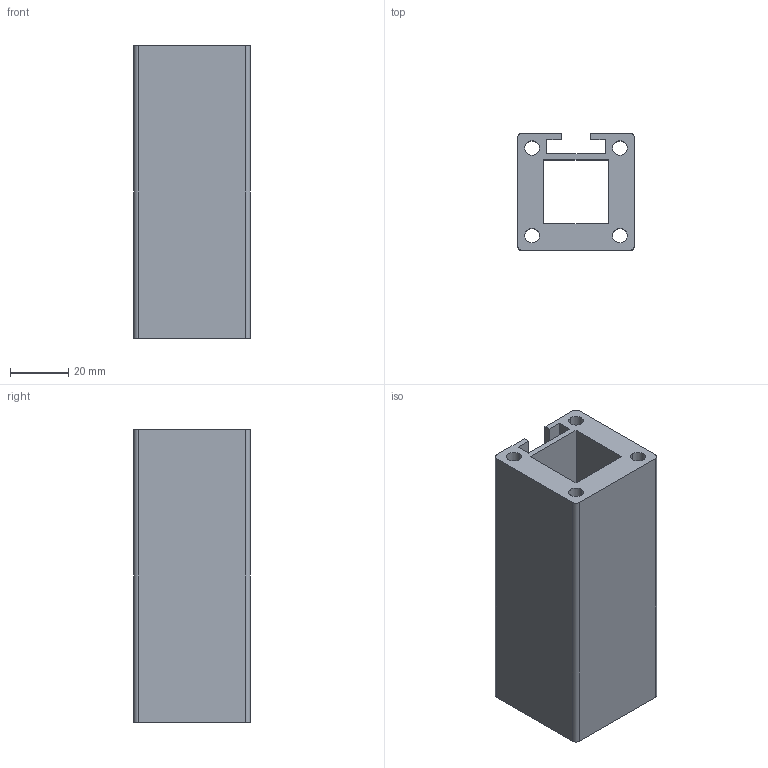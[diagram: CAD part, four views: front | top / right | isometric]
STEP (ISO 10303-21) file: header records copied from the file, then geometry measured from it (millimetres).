
FILE_DESCRIPTION(('Creo Elements/Direct Modeling STEP Export'),'2;1');
FILE_NAME('44.0015_Pneumatikprofil-MMS-44_40x40mm-3seitig-Vollkern.stp','2022-03-21T 8:55:59',(''),(''),'PTC Creo Elements/Direct Modeling STEP processor for AP214 (Solid Model)','PTC Creo Elements/Direct Modeling 19.0C 15-Aug-2015 (C) Parametric Technology GmbH','');
FILE_SCHEMA(('AUTOMOTIVE_DESIGN { 1 0 10303 214 1 1 1 1 }'));
Length unit declared in the file: millimetre
Products named in the file (2): Pneumatikprofil-MMS-44_40x40mm-3seitig-Vollkern_44.0015_PX171801
Assembly tree (1 placements, depth 2):
  Pneumatikprofil-MMS-44_40x40mm-3seitig-Vollkern_44.0015_PX171801
    Pneumatikprofil-MMS-44_40x40mm-3seitig-Vollkern_44.0015_PX171801
Bounding box: 40 x 40 x 100 mm (x, y, z)
Volume: 91526.3 mm3; surface area: 36039 mm2
Topology: 1 solids, 1 shells, 30 faces, 90 edges, 62 vertices
Faces by surface type: plane 18, cylinder 12
Entity records: 1027 total; most frequent: ORIENTED_EDGE 180, CARTESIAN_POINT 170, DIRECTION 156, EDGE_CURVE 90, VERTEX_POINT 62, VECTOR 60, LINE 60, AXIS2_PLACEMENT_3D 48
